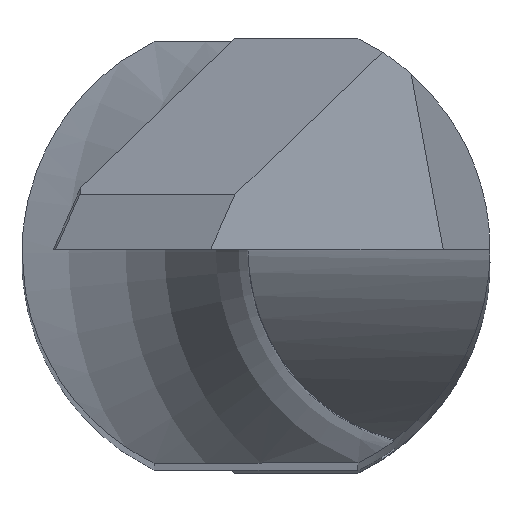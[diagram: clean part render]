
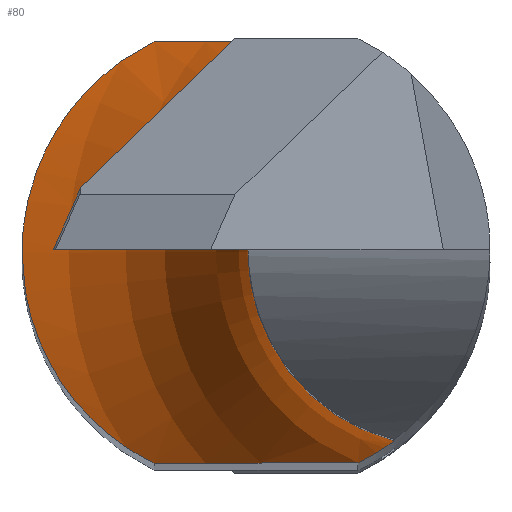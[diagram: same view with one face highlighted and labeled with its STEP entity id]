
A CAD part, top view. The second image highlights one B-rep face of the part: STEP entity #80.
In plain terms, the highlighted toroidal (fillet/blend) face has major radius 3.25 mm and minor radius 2 mm.
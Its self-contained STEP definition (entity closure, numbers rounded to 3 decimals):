
#29=TOROIDAL_SURFACE('',#866,3.25,2.);
#80=ADVANCED_FACE('',(#141),#29,.F.);
#141=FACE_OUTER_BOUND('',#178,.T.);
#178=EDGE_LOOP('',(#333,#334,#335,#336,#337,#338,#339,#340));
#205=CIRCLE('',#864,1.25);
#206=CIRCLE('',#865,1.25);
#333=ORIENTED_EDGE('',*,*,#558,.T.);
#334=ORIENTED_EDGE('',*,*,#559,.T.);
#335=ORIENTED_EDGE('',*,*,#560,.T.);
#336=ORIENTED_EDGE('',*,*,#561,.T.);
#337=ORIENTED_EDGE('',*,*,#537,.T.);
#338=ORIENTED_EDGE('',*,*,#562,.F.);
#339=ORIENTED_EDGE('',*,*,#563,.F.);
#340=ORIENTED_EDGE('',*,*,#526,.T.);
#444=VERTEX_POINT('',#1265);
#445=VERTEX_POINT('',#1273);
#455=VERTEX_POINT('',#1311);
#456=VERTEX_POINT('',#1319);
#469=VERTEX_POINT('',#1416);
#470=VERTEX_POINT('',#1435);
#471=VERTEX_POINT('',#1449);
#472=VERTEX_POINT('',#1455);
#526=EDGE_CURVE('',#445,#444,#603,.T.);
#537=EDGE_CURVE('',#456,#455,#607,.T.);
#558=EDGE_CURVE('',#444,#469,#616,.T.);
#559=EDGE_CURVE('',#469,#470,#617,.T.);
#560=EDGE_CURVE('',#470,#471,#618,.T.);
#561=EDGE_CURVE('',#471,#456,#619,.T.);
#562=EDGE_CURVE('',#472,#455,#205,.T.);
#563=EDGE_CURVE('',#445,#472,#206,.T.);
#603=B_SPLINE_CURVE_WITH_KNOTS('',3,(#1266,#1267,#1268,#1269,#1270,#1271,
#1272),.UNSPECIFIED.,.F.,.F.,(4,3,4),(0.,0.566,1.),
 .UNSPECIFIED.);
#607=B_SPLINE_CURVE_WITH_KNOTS('',3,(#1312,#1313,#1314,#1315,#1316,#1317,
#1318),.UNSPECIFIED.,.F.,.F.,(4,3,4),(0.,0.547,1.),
 .UNSPECIFIED.);
#616=B_SPLINE_CURVE_WITH_KNOTS('',3,(#1417,#1418,#1419,#1420),
 .UNSPECIFIED.,.F.,.F.,(4,4),(0.,1.),.UNSPECIFIED.);
#617=B_SPLINE_CURVE_WITH_KNOTS('',3,(#1422,#1423,#1424,#1425,#1426,#1427,
#1428,#1429,#1430,#1431,#1432,#1433,#1434),.UNSPECIFIED.,.F.,.F.,(4,3,3,
3,4),(0.,0.294,0.588,0.883,1.),
 .UNSPECIFIED.);
#618=B_SPLINE_CURVE_WITH_KNOTS('',3,(#1436,#1437,#1438,#1439,#1440,#1441,
#1442,#1443,#1444,#1445,#1446,#1447,#1448),.UNSPECIFIED.,.F.,.F.,(4,3,3,
3,4),(0.,0.297,0.593,0.889,1.),
 .UNSPECIFIED.);
#619=B_SPLINE_CURVE_WITH_KNOTS('',3,(#1450,#1451,#1452,#1453),
 .UNSPECIFIED.,.F.,.F.,(4,4),(0.,1.),.UNSPECIFIED.);
#864=AXIS2_PLACEMENT_3D('',#1454,#1008,#1009);
#865=AXIS2_PLACEMENT_3D('',#1456,#1010,#1011);
#866=AXIS2_PLACEMENT_3D('',#1457,#1012,#1013);
#1008=DIRECTION('',(0.,0.,1.));
#1009=DIRECTION('',(-1.,0.,0.));
#1010=DIRECTION('',(0.,0.,1.));
#1011=DIRECTION('',(-0.251,0.968,0.));
#1012=DIRECTION('',(0.,0.,-1.));
#1013=DIRECTION('',(-1.,0.,0.));
#1265=CARTESIAN_POINT('',(0.654,1.35,13.688));
#1266=CARTESIAN_POINT('',(0.886,1.21,14.573));
#1267=CARTESIAN_POINT('',(0.886,1.21,14.397));
#1268=CARTESIAN_POINT('',(0.862,1.229,14.219));
#1269=CARTESIAN_POINT('',(0.813,1.261,14.053));
#1270=CARTESIAN_POINT('',(0.775,1.285,13.925));
#1271=CARTESIAN_POINT('',(0.722,1.317,13.801));
#1272=CARTESIAN_POINT('',(0.654,1.35,13.688));
#1273=CARTESIAN_POINT('',(0.886,1.21,14.573));
#1311=CARTESIAN_POINT('',(0.886,-1.21,14.573));
#1312=CARTESIAN_POINT('',(0.654,-1.35,13.688));
#1313=CARTESIAN_POINT('',(0.739,-1.309,13.83));
#1314=CARTESIAN_POINT('',(0.801,-1.269,13.989));
#1315=CARTESIAN_POINT('',(0.839,-1.243,14.153));
#1316=CARTESIAN_POINT('',(0.871,-1.222,14.289));
#1317=CARTESIAN_POINT('',(0.886,-1.21,14.432));
#1318=CARTESIAN_POINT('',(0.886,-1.21,14.573));
#1319=CARTESIAN_POINT('',(0.654,-1.35,13.688));
#1416=CARTESIAN_POINT('',(-0.654,1.35,12.817));
#1417=CARTESIAN_POINT('',(0.654,1.35,13.688));
#1418=CARTESIAN_POINT('',(0.236,1.35,13.371));
#1419=CARTESIAN_POINT('',(-0.167,1.35,13.031));
#1420=CARTESIAN_POINT('',(-0.654,1.35,12.817));
#1422=CARTESIAN_POINT('',(-0.654,1.35,12.817));
#1423=CARTESIAN_POINT('',(-0.798,1.28,12.776));
#1424=CARTESIAN_POINT('',(-0.934,1.185,12.745));
#1425=CARTESIAN_POINT('',(-1.051,1.07,12.722));
#1426=CARTESIAN_POINT('',(-1.167,0.956,12.699));
#1427=CARTESIAN_POINT('',(-1.267,0.82,12.683));
#1428=CARTESIAN_POINT('',(-1.341,0.673,12.672));
#1429=CARTESIAN_POINT('',(-1.415,0.525,12.661));
#1430=CARTESIAN_POINT('',(-1.465,0.362,12.655));
#1431=CARTESIAN_POINT('',(-1.487,0.198,12.652));
#1432=CARTESIAN_POINT('',(-1.496,0.133,12.651));
#1433=CARTESIAN_POINT('',(-1.5,0.066,12.65));
#1434=CARTESIAN_POINT('',(-1.5,0.,12.65));
#1435=CARTESIAN_POINT('',(-1.5,0.,12.65));
#1436=CARTESIAN_POINT('',(-1.5,0.,12.65));
#1437=CARTESIAN_POINT('',(-1.5,-0.166,12.65));
#1438=CARTESIAN_POINT('',(-1.472,-0.335,12.653));
#1439=CARTESIAN_POINT('',(-1.417,-0.492,12.661));
#1440=CARTESIAN_POINT('',(-1.362,-0.649,12.669));
#1441=CARTESIAN_POINT('',(-1.28,-0.799,12.68));
#1442=CARTESIAN_POINT('',(-1.178,-0.929,12.698));
#1443=CARTESIAN_POINT('',(-1.076,-1.058,12.716));
#1444=CARTESIAN_POINT('',(-0.95,-1.172,12.741));
#1445=CARTESIAN_POINT('',(-0.814,-1.26,12.774));
#1446=CARTESIAN_POINT('',(-0.762,-1.293,12.787));
#1447=CARTESIAN_POINT('',(-0.709,-1.323,12.801));
#1448=CARTESIAN_POINT('',(-0.654,-1.35,12.817));
#1449=CARTESIAN_POINT('',(-0.654,-1.35,12.817));
#1450=CARTESIAN_POINT('',(-0.654,-1.35,12.817));
#1451=CARTESIAN_POINT('',(-0.167,-1.35,13.031));
#1452=CARTESIAN_POINT('',(0.236,-1.35,13.371));
#1453=CARTESIAN_POINT('',(0.654,-1.35,13.688));
#1454=CARTESIAN_POINT('',(1.2,0.,14.573));
#1455=CARTESIAN_POINT('',(-0.05,0.,14.573));
#1456=CARTESIAN_POINT('',(1.2,0.,14.573));
#1457=CARTESIAN_POINT('',(1.2,0.,14.573));
